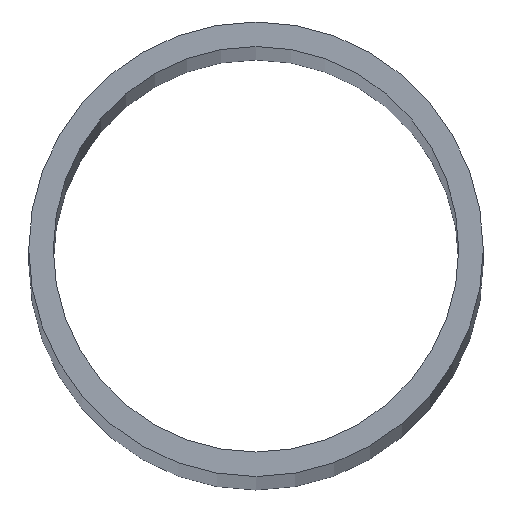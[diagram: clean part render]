
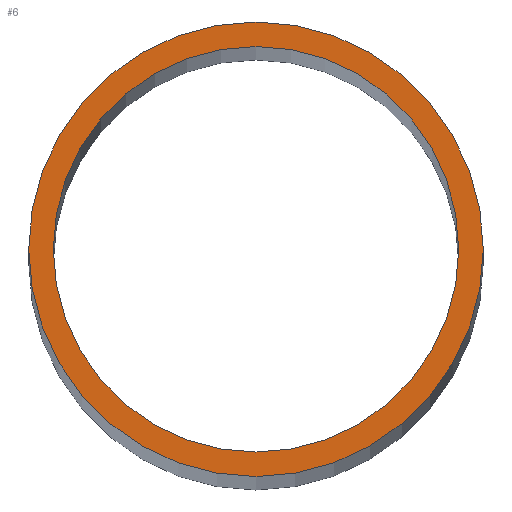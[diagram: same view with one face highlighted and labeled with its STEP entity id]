
A CAD part, top view. The second image highlights one B-rep face of the part: STEP entity #6.
In plain terms, the highlighted planar face has unit normal (0, 0, 1).
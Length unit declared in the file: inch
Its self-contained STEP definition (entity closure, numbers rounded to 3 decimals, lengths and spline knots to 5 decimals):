
#6 = ADVANCED_FACE ( 'NONE', ( #203, #94 ), #166, .T. ) ;
#9 = DIRECTION ( 'NONE',  ( 1., 0., 0. ) ) ;
#11 = AXIS2_PLACEMENT_3D ( 'NONE', #154, #212, #38 ) ;
#13 = EDGE_LOOP ( 'NONE', ( #169, #240 ) ) ;
#16 = CARTESIAN_POINT ( 'NONE',  ( 0., 0., 216. ) ) ;
#19 = CARTESIAN_POINT ( 'NONE',  ( -5.687, 0., 216. ) ) ;
#20 = CIRCLE ( 'NONE', #11, 6.375 ) ;
#27 = AXIS2_PLACEMENT_3D ( 'NONE', #117, #133, #202 ) ;
#29 = EDGE_CURVE ( 'NONE', #146, #205, #204, .T. ) ;
#31 = DIRECTION ( 'NONE',  ( 1., 0., 0. ) ) ;
#38 = DIRECTION ( 'NONE',  ( 1., 0., 0. ) ) ;
#41 = DIRECTION ( 'NONE',  ( 1., 0., 0. ) ) ;
#43 = VERTEX_POINT ( 'NONE', #97 ) ;
#50 = AXIS2_PLACEMENT_3D ( 'NONE', #16, #60, #41 ) ;
#54 = EDGE_LOOP ( 'NONE', ( #140, #76 ) ) ;
#60 = DIRECTION ( 'NONE',  ( 0., 0., 1. ) ) ;
#76 = ORIENTED_EDGE ( 'NONE', *, *, #222, .T. ) ;
#81 = CARTESIAN_POINT ( 'NONE',  ( 6.375, 0., 216. ) ) ;
#94 = FACE_BOUND ( 'NONE', #13, .T. ) ;
#97 = CARTESIAN_POINT ( 'NONE',  ( 5.687, 0., 216. ) ) ;
#99 = EDGE_CURVE ( 'NONE', #43, #180, #173, .T. ) ;
#117 = CARTESIAN_POINT ( 'NONE',  ( 0., 0., 216. ) ) ;
#129 = AXIS2_PLACEMENT_3D ( 'NONE', #182, #149, #9 ) ;
#133 = DIRECTION ( 'NONE',  ( 0., 0., 1. ) ) ;
#140 = ORIENTED_EDGE ( 'NONE', *, *, #29, .T. ) ;
#146 = VERTEX_POINT ( 'NONE', #251 ) ;
#149 = DIRECTION ( 'NONE',  ( 0., 0., 1. ) ) ;
#154 = CARTESIAN_POINT ( 'NONE',  ( 0., 0., 216. ) ) ;
#166 = PLANE ( 'NONE',  #27 ) ;
#169 = ORIENTED_EDGE ( 'NONE', *, *, #211, .F. ) ;
#173 = CIRCLE ( 'NONE', #129, 5.687 ) ;
#180 = VERTEX_POINT ( 'NONE', #19 ) ;
#182 = CARTESIAN_POINT ( 'NONE',  ( 0., 0., 216. ) ) ;
#185 = DIRECTION ( 'NONE',  ( 0., 0., 1. ) ) ;
#202 = DIRECTION ( 'NONE',  ( 1., 0., 0. ) ) ;
#203 = FACE_OUTER_BOUND ( 'NONE', #54, .T. ) ;
#204 = CIRCLE ( 'NONE', #220, 6.375 ) ;
#205 = VERTEX_POINT ( 'NONE', #81 ) ;
#211 = EDGE_CURVE ( 'NONE', #180, #43, #217, .T. ) ;
#212 = DIRECTION ( 'NONE',  ( 0., 0., 1. ) ) ;
#217 = CIRCLE ( 'NONE', #50, 5.687 ) ;
#220 = AXIS2_PLACEMENT_3D ( 'NONE', #242, #185, #31 ) ;
#222 = EDGE_CURVE ( 'NONE', #205, #146, #20, .T. ) ;
#240 = ORIENTED_EDGE ( 'NONE', *, *, #99, .F. ) ;
#242 = CARTESIAN_POINT ( 'NONE',  ( 0., 0., 216. ) ) ;
#251 = CARTESIAN_POINT ( 'NONE',  ( -6.375, 0., 216. ) ) ;
